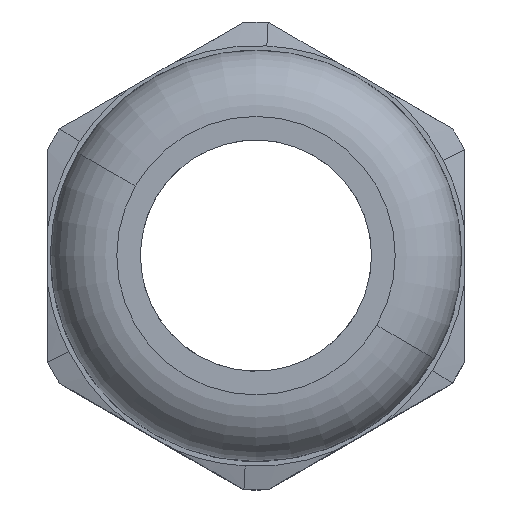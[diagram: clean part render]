
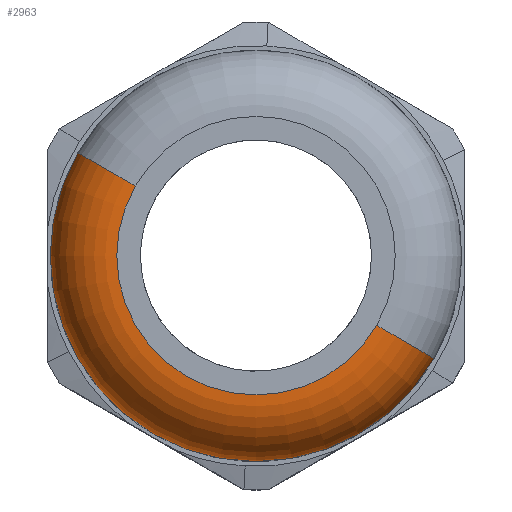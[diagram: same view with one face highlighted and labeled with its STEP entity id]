
A CAD part, top view. The second image highlights one B-rep face of the part: STEP entity #2963.
In plain terms, the highlighted toroidal (fillet/blend) face has major radius 7.35 mm and minor radius 3.5 mm.
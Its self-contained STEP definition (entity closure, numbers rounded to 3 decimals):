
#2242=AXIS2_PLACEMENT_3D('Circle Axis2P3D',#2240,#2241,$) ;
#2923=AXIS2_PLACEMENT_3D('Circle Axis2P3D',#2921,#2922,$) ;
#2937=AXIS2_PLACEMENT_3D('Circle Axis2P3D',#2935,#2936,$) ;
#2950=AXIS2_PLACEMENT_3D('Torus Axis2P3D',#2947,#2948,#2949) ;
#2954=AXIS2_PLACEMENT_3D('Circle Axis2P3D',#2952,#2953,$) ;
#2235=CARTESIAN_POINT('Vertex',(4.635,16.025,34.664)) ;
#2237=CARTESIAN_POINT('Vertex',(17.365,8.675,34.664)) ;
#2240=CARTESIAN_POINT('Axis2P3D Location',(11.,12.35,34.664)) ;
#2921=CARTESIAN_POINT('Axis2P3D Location',(17.365,8.675,31.164)) ;
#2925=CARTESIAN_POINT('Vertex',(20.396,6.925,31.164)) ;
#2932=CARTESIAN_POINT('Vertex',(1.604,17.775,31.164)) ;
#2935=CARTESIAN_POINT('Axis2P3D Location',(4.635,16.025,31.164)) ;
#2947=CARTESIAN_POINT('Axis2P3D Location',(11.,12.35,31.164)) ;
#2952=CARTESIAN_POINT('Axis2P3D Location',(11.,12.35,31.164)) ;
#2241=DIRECTION('Axis2P3D Direction',(0.,0.,-1.)) ;
#2922=DIRECTION('Axis2P3D Direction',(0.5,0.866,0.)) ;
#2936=DIRECTION('Axis2P3D Direction',(-0.5,-0.866,0.)) ;
#2948=DIRECTION('Axis2P3D Direction',(0.,0.,-1.)) ;
#2949=DIRECTION('Axis2P3D XDirection',(0.866,-0.5,0.)) ;
#2953=DIRECTION('Axis2P3D Direction',(0.,0.,-1.)) ;
#2958=ORIENTED_EDGE('',*,*,#2939,.F.) ;
#2959=ORIENTED_EDGE('',*,*,#2956,.T.) ;
#2960=ORIENTED_EDGE('',*,*,#2927,.F.) ;
#2961=ORIENTED_EDGE('',*,*,#2244,.T.) ;
#2963=ADVANCED_FACE('M20_KA_MS\\MANIFOLD_SOLID_BREP #11789',(#2962),#2951,.T.) ;
#2243=CIRCLE('generated circle',#2242,7.35) ;
#2924=CIRCLE('generated circle',#2923,3.5) ;
#2938=CIRCLE('generated circle',#2937,3.5) ;
#2955=CIRCLE('generated circle',#2954,10.85) ;
#2951=TOROIDAL_SURFACE('homeo Torus',#2950,7.35,3.5) ;
#2244=EDGE_CURVE('',#2238,#2236,#2243,.T.) ;
#2927=EDGE_CURVE('',#2238,#2926,#2924,.T.) ;
#2939=EDGE_CURVE('',#2933,#2236,#2938,.F.) ;
#2956=EDGE_CURVE('',#2933,#2926,#2955,.F.) ;
#2957=EDGE_LOOP('',(#2958,#2959,#2960,#2961)) ;
#2962=FACE_OUTER_BOUND('',#2957,.T.) ;
#2236=VERTEX_POINT('',#2235) ;
#2238=VERTEX_POINT('',#2237) ;
#2926=VERTEX_POINT('',#2925) ;
#2933=VERTEX_POINT('',#2932) ;
